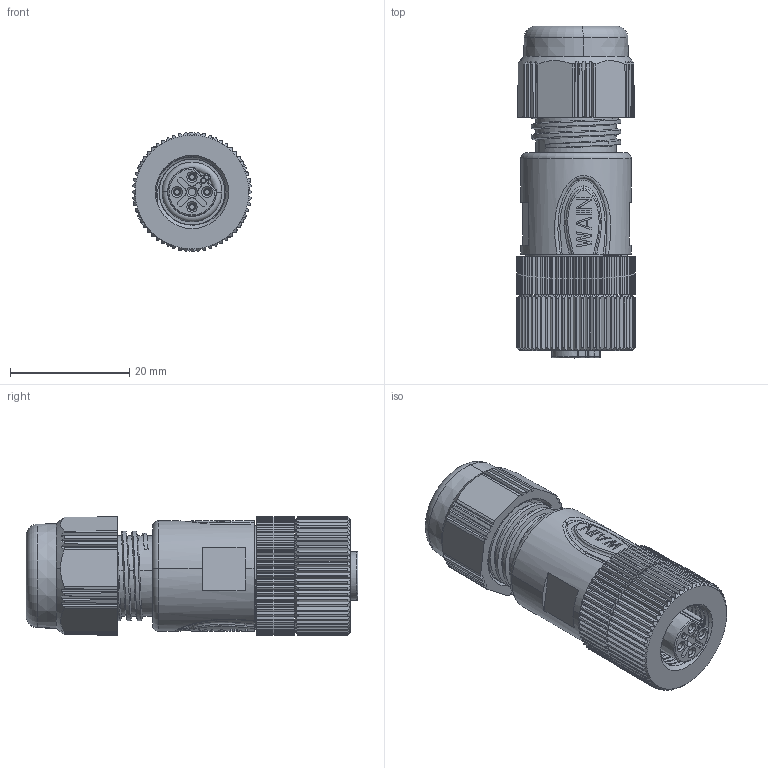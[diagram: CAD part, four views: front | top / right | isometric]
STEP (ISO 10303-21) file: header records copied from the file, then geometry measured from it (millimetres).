
FILE_DESCRIPTION((''),'2;1');
FILE_NAME('PRT0002','2021-01-05T',('zh.su'),(''),'PRO/ENGINEER BY PARAMETRIC TECHNOLOGY CORPORATION, 2012480','PRO/ENGINEER BY PARAMETRIC TECHNOLOGY CORPORATION, 2012480','');
FILE_SCHEMA(('CONFIG_CONTROL_DESIGN'));
Length unit declared in the file: millimetre
Products named in the file (1): PRT0002
Bounding box: 20 x 55.57 x 20 mm (x, y, z)
Volume: 13487.4 mm3; surface area: 6398.6 mm2
Topology: 1 solids, 1 shells, 1078 faces, 2870 edges, 1828 vertices
Faces by surface type: plane 455, cylinder 328, cone 222, bspline 41, torus 27, extrusion 3, sphere 2
Entity records: 43410 total; most frequent: CARTESIAN_POINT 17969, ORIENTED_EDGE 5736, DIRECTION 4752, EDGE_CURVE 2868, VERTEX_POINT 1828, AXIS2_PLACEMENT_3D 1786, VECTOR 1180, LINE 1177
